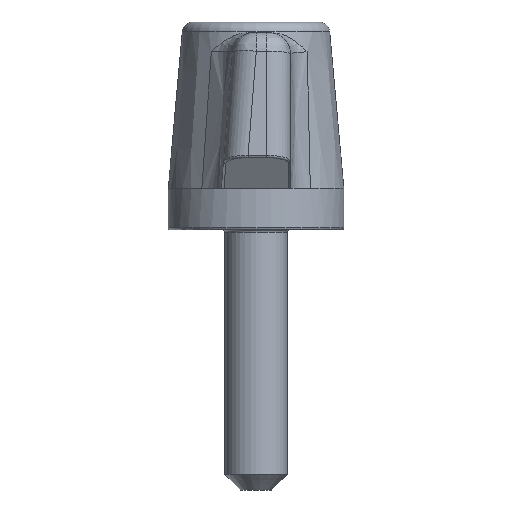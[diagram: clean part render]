
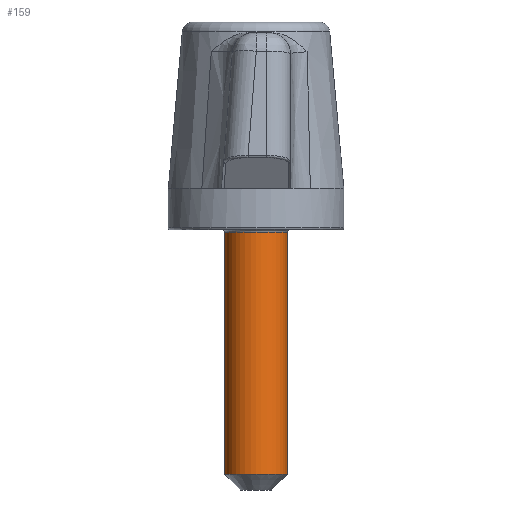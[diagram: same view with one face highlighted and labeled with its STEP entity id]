
A CAD part, front view. The second image highlights one B-rep face of the part: STEP entity #159.
In plain terms, the highlighted cylindrical face has radius 3 mm (diameter 6 mm), a full revolution.
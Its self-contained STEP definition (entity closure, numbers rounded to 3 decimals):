
#159 = ADVANCED_FACE( '', ( #341, #342 ), #343, .T. );
#341 = FACE_OUTER_BOUND( '', #1361, .T. );
#342 = FACE_OUTER_BOUND( '', #1362, .T. );
#343 = CYLINDRICAL_SURFACE( '', #1363, 3. );
#1361 = EDGE_LOOP( '', ( #1893 ) );
#1362 = EDGE_LOOP( '', ( #1894 ) );
#1363 = AXIS2_PLACEMENT_3D( '', #1895, #1896, #1897 );
#1893 = ORIENTED_EDGE( '', *, *, #2124, .T. );
#1894 = ORIENTED_EDGE( '', *, *, #2097, .T. );
#1895 = CARTESIAN_POINT( '', ( 0., 0., 12. ) );
#1896 = DIRECTION( '', ( 0., 0., -1. ) );
#1897 = DIRECTION( '', ( 1., 0., 0. ) );
#2097 = EDGE_CURVE( '', #2313, #2313, #2314, .T. );
#2124 = EDGE_CURVE( '', #2357, #2357, #2358, .F. );
#2313 = VERTEX_POINT( '', #2762 );
#2314 = CIRCLE( '', #2763, 3. );
#2357 = VERTEX_POINT( '', #2892 );
#2358 = CIRCLE( '', #2893, 3. );
#2762 = CARTESIAN_POINT( '', ( 3., 0., -23.5 ) );
#2763 = AXIS2_PLACEMENT_3D( '', #3302, #3303, #3304 );
#2892 = CARTESIAN_POINT( '', ( 3., 0., -0.2 ) );
#2893 = AXIS2_PLACEMENT_3D( '', #3341, #3342, #3343 );
#3302 = CARTESIAN_POINT( '', ( 0., 0., -23.5 ) );
#3303 = DIRECTION( '', ( 0., 0., 1. ) );
#3304 = DIRECTION( '', ( 1., 0., 0. ) );
#3341 = CARTESIAN_POINT( '', ( 0., 0., -0.2 ) );
#3342 = DIRECTION( '', ( 0., 0., 1. ) );
#3343 = DIRECTION( '', ( 1., 0., 0. ) );
